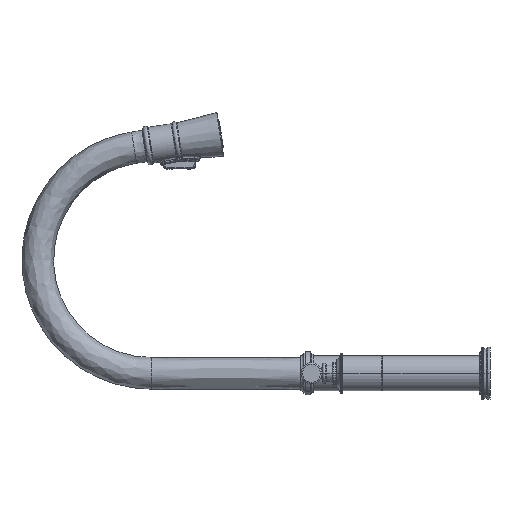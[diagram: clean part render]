
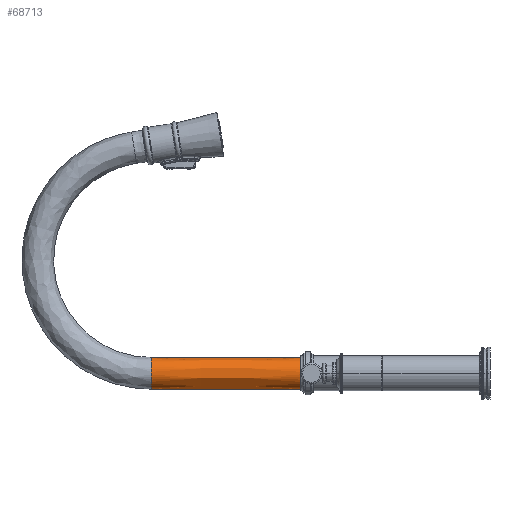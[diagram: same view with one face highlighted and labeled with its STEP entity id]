
A CAD part, left-side view. The second image highlights one B-rep face of the part: STEP entity #68713.
In plain terms, the highlighted free-form (B-spline) face has degree [3, 3] with [10, 4] control points.
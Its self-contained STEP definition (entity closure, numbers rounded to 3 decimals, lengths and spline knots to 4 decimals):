
#62713=CARTESIAN_POINT('',(0.,9.4291,0.57));
#62720=CARTESIAN_POINT('',(0.,9.4291,-0.57));
#62759=CARTESIAN_POINT('',(0.,9.4291,-0.57));
#62760=CARTESIAN_POINT('',(-0.1193,9.4291,-0.57));
#62761=CARTESIAN_POINT('',(-0.3578,9.4291,
-0.4925));
#62762=CARTESIAN_POINT('',(-0.579,9.4291,
-0.1881));
#62763=CARTESIAN_POINT('',(-0.579,9.4291,
0.1881));
#62764=CARTESIAN_POINT('',(-0.3578,9.4291,
0.4925));
#62765=CARTESIAN_POINT('',(-0.1193,9.4291,0.57));
#62766=CARTESIAN_POINT('',(0.,9.4291,0.57));
#62797=DIRECTION('',(0.,1.,0.));
#62798=VECTOR('',#62797,5.3581);
#62799=CARTESIAN_POINT('',(0.,4.071,-0.57));
#62800=LINE('',#62799,#62798);
#62801=CARTESIAN_POINT('',(0.,4.071,0.57));
#62808=CARTESIAN_POINT('',(0.,4.071,-0.57));
#62810=CARTESIAN_POINT('',(0.,4.071,-0.57));
#62811=CARTESIAN_POINT('',(-0.1193,4.071,-0.57));
#62812=CARTESIAN_POINT('',(-0.3578,4.071,-0.4925));
#62813=CARTESIAN_POINT('',(-0.579,4.071,-0.1881));
#62814=CARTESIAN_POINT('',(-0.579,4.071,0.1881));
#62815=CARTESIAN_POINT('',(-0.3578,4.071,0.4925));
#62816=CARTESIAN_POINT('',(-0.1193,4.071,0.57));
#62817=CARTESIAN_POINT('',(0.,4.071,0.57));
#62819=DIRECTION('',(0.,1.,0.));
#62820=VECTOR('',#62819,5.3581);
#62821=CARTESIAN_POINT('',(0.,4.071,0.57));
#62822=LINE('',#62821,#62820);
#64903=VERTEX_POINT('',#62801);
#64904=VERTEX_POINT('',#62808);
#64905=VERTEX_POINT('',#62713);
#64906=VERTEX_POINT('',#62720);
#68663=CARTESIAN_POINT('',(0.0358,3.9638,
-0.5688));
#68664=CARTESIAN_POINT('',(0.0358,5.8213,
-0.5688));
#68665=CARTESIAN_POINT('',(0.0358,7.6788,
-0.5688));
#68666=CARTESIAN_POINT('',(0.0358,9.5363,
-0.5688));
#68667=CARTESIAN_POINT('',(0.0239,3.9638,
-0.5696));
#68668=CARTESIAN_POINT('',(0.0239,5.8213,
-0.5696));
#68669=CARTESIAN_POINT('',(0.0239,7.6788,
-0.5696));
#68670=CARTESIAN_POINT('',(0.0239,9.5363,
-0.5696));
#68671=CARTESIAN_POINT('',(-0.1073,3.9638,
-0.5739));
#68672=CARTESIAN_POINT('',(-0.1073,5.8213,
-0.5739));
#68673=CARTESIAN_POINT('',(-0.1073,7.6788,
-0.5739));
#68674=CARTESIAN_POINT('',(-0.1073,9.5363,
-0.5739));
#68675=CARTESIAN_POINT('',(-0.3578,3.9638,
-0.4925));
#68676=CARTESIAN_POINT('',(-0.3578,5.8213,
-0.4925));
#68677=CARTESIAN_POINT('',(-0.3578,7.6788,
-0.4925));
#68678=CARTESIAN_POINT('',(-0.3578,9.5363,
-0.4925));
#68679=CARTESIAN_POINT('',(-0.579,3.9638,
-0.1881));
#68680=CARTESIAN_POINT('',(-0.579,5.8213,
-0.1881));
#68681=CARTESIAN_POINT('',(-0.579,7.6788,
-0.1881));
#68682=CARTESIAN_POINT('',(-0.579,9.5363,
-0.1881));
#68683=CARTESIAN_POINT('',(-0.579,3.9638,
0.1881));
#68684=CARTESIAN_POINT('',(-0.579,5.8213,
0.1881));
#68685=CARTESIAN_POINT('',(-0.579,7.6788,
0.1881));
#68686=CARTESIAN_POINT('',(-0.579,9.5363,
0.1881));
#68687=CARTESIAN_POINT('',(-0.3578,3.9638,
0.4925));
#68688=CARTESIAN_POINT('',(-0.3578,5.8213,
0.4925));
#68689=CARTESIAN_POINT('',(-0.3578,7.6788,
0.4925));
#68690=CARTESIAN_POINT('',(-0.3578,9.5363,
0.4925));
#68691=CARTESIAN_POINT('',(-0.1073,3.9638,
0.5739));
#68692=CARTESIAN_POINT('',(-0.1073,5.8213,
0.5739));
#68693=CARTESIAN_POINT('',(-0.1073,7.6788,
0.5739));
#68694=CARTESIAN_POINT('',(-0.1073,9.5363,
0.5739));
#68695=CARTESIAN_POINT('',(0.0239,3.9638,
0.5696));
#68696=CARTESIAN_POINT('',(0.0239,5.8213,
0.5696));
#68697=CARTESIAN_POINT('',(0.0239,7.6788,
0.5696));
#68698=CARTESIAN_POINT('',(0.0239,9.5363,
0.5696));
#68699=CARTESIAN_POINT('',(0.0358,3.9638,
0.5688));
#68700=CARTESIAN_POINT('',(0.0358,5.8213,
0.5688));
#68701=CARTESIAN_POINT('',(0.0358,7.6788,
0.5688));
#68702=CARTESIAN_POINT('',(0.0358,9.5363,
0.5688));
#68703=B_SPLINE_SURFACE_WITH_KNOTS('',3,3,((#68663,#68664,#68665,#68666),
(#68667,#68668,#68669,#68670),(#68671,#68672,#68673,#68674),(#68675,#68676,
#68677,#68678),(#68679,#68680,#68681,#68682),(#68683,#68684,#68685,#68686),(
#68687,#68688,#68689,#68690),(#68691,#68692,#68693,#68694),(#68695,#68696,
#68697,#68698),(#68699,#68700,#68701,#68702)),.UNSPECIFIED.,.F.,.F.,.F.,(4,1,1,
1,1,1,1,4),(4,4),(0.49,0.5,0.6,0.7,0.8,0.9,1.,1.01),(-0.02,
1.02),.UNSPECIFIED.);
#68705=ORIENTED_EDGE('',*,*,#68704,.F.);
#68707=ORIENTED_EDGE('',*,*,#68706,.T.);
#68708=ORIENTED_EDGE('',*,*,#68655,.T.);
#68710=ORIENTED_EDGE('',*,*,#68709,.F.);
#68711=EDGE_LOOP('',(#68705,#68707,#68708,#68710));
#68712=FACE_OUTER_BOUND('',#68711,.F.);
#68713=ADVANCED_FACE('',(#68712),#68703,.T.);
#62767=B_SPLINE_CURVE_WITH_KNOTS('',3,(#62759,#62760,#62761,#62762,#62763,
#62764,#62765,#62766),.UNSPECIFIED.,.F.,.F.,(4,1,1,1,1,4),(0.,0.2,0.4,
0.6,0.8,1.),.UNSPECIFIED.);
#62818=B_SPLINE_CURVE_WITH_KNOTS('',3,(#62810,#62811,#62812,#62813,#62814,
#62815,#62816,#62817),.UNSPECIFIED.,.F.,.F.,(4,1,1,1,1,4),(0.,0.2,0.4,
0.6,0.8,1.),.UNSPECIFIED.);
#68655=EDGE_CURVE('',#64906,#64905,#62767,.T.);
#68704=EDGE_CURVE('',#64904,#64903,#62818,.T.);
#68706=EDGE_CURVE('',#64904,#64906,#62800,.T.);
#68709=EDGE_CURVE('',#64903,#64905,#62822,.T.);
